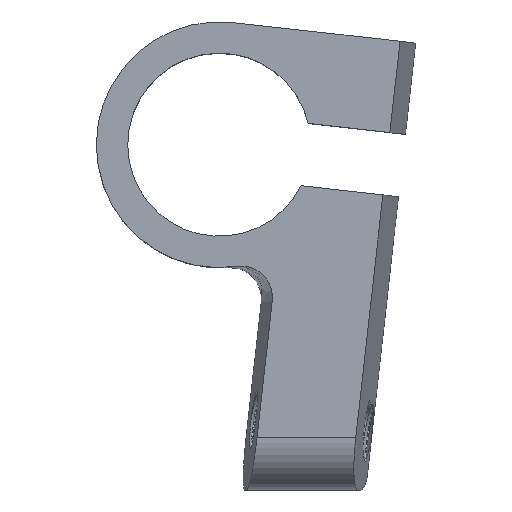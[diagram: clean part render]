
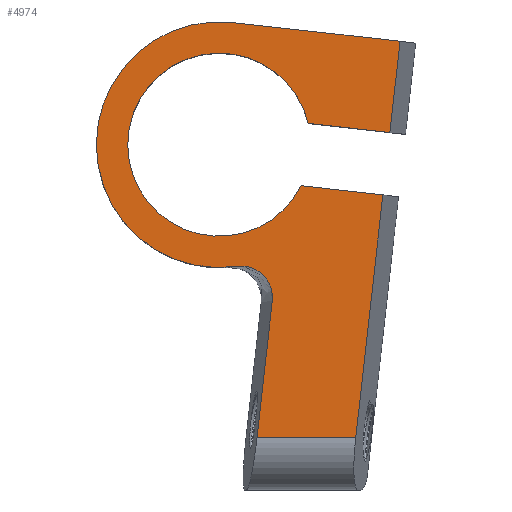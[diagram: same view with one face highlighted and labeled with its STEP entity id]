
A CAD part, top view. The second image highlights one B-rep face of the part: STEP entity #4974.
In plain terms, the highlighted planar face has unit normal (0, 0, 1).
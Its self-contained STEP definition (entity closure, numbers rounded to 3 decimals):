
#280 = LINE ( 'NONE', #12367, #13289 ) ;
#446 = PLANE ( 'NONE',  #11955 ) ;
#492 = CARTESIAN_POINT ( 'NONE',  ( 7.822, -3.923, 12. ) ) ;
#493 = CARTESIAN_POINT ( 'NONE',  ( 15.642, -4.796, 12. ) ) ;
#573 = DIRECTION ( 'NONE',  ( 0., 0., 1. ) ) ;
#588 = EDGE_CURVE ( 'NONE', #13894, #1587, #5135, .T. ) ;
#729 = ORIENTED_EDGE ( 'NONE', *, *, #11971, .T. ) ;
#1292 = VERTEX_POINT ( 'NONE', #14232 ) ;
#1498 = CARTESIAN_POINT ( 'NONE',  ( 1.881, -11.601, 12. ) ) ;
#1587 = VERTEX_POINT ( 'NONE', #492 ) ;
#1643 = DIRECTION ( 'NONE',  ( 0.111, 0.994, 0. ) ) ;
#1680 = DIRECTION ( 'NONE',  ( 0.994, -0.111, 0. ) ) ;
#1797 = CIRCLE ( 'NONE', #3411, 11.75 ) ;
#1809 = AXIS2_PLACEMENT_3D ( 'NONE', #13763, #2694, #6087 ) ;
#1930 = DIRECTION ( 'NONE',  ( 1., 0., 0. ) ) ;
#2532 = DIRECTION ( 'NONE',  ( 0., 0., 1. ) ) ;
#2608 = CARTESIAN_POINT ( 'NONE',  ( 17.283, 9.892, 12. ) ) ;
#2694 = DIRECTION ( 'NONE',  ( 0., 0., -1. ) ) ;
#2899 = CIRCLE ( 'NONE', #12317, 8.75 ) ;
#3411 = AXIS2_PLACEMENT_3D ( 'NONE', #9547, #10620, #3878 ) ;
#3542 = DIRECTION ( 'NONE',  ( 0., 0., -1. ) ) ;
#3612 = CARTESIAN_POINT ( 'NONE',  ( 3.609, -28., 12. ) ) ;
#3757 = EDGE_CURVE ( 'NONE', #13009, #5950, #12172, .T. ) ;
#3831 = VECTOR ( 'NONE', #1643, 1000. ) ;
#3861 = ORIENTED_EDGE ( 'NONE', *, *, #5898, .T. ) ;
#3878 = DIRECTION ( 'NONE',  ( 1., 0., 0. ) ) ;
#3919 = CARTESIAN_POINT ( 'NONE',  ( 1.653, -11.633, 12. ) ) ;
#3947 = CARTESIAN_POINT ( 'NONE',  ( 2.79, -11.679, 12. ) ) ;
#4051 = CARTESIAN_POINT ( 'NONE',  ( 4.007, -12.288, 12. ) ) ;
#4146 = ORIENTED_EDGE ( 'NONE', *, *, #588, .T. ) ;
#4201 = EDGE_CURVE ( 'NONE', #8270, #11737, #12189, .T. ) ;
#4203 = CARTESIAN_POINT ( 'NONE',  ( 13.049, -28., 12. ) ) ;
#4342 = CIRCLE ( 'NONE', #1809, 8.75 ) ;
#4747 = VERTEX_POINT ( 'NONE', #4203 ) ;
#4814 = CARTESIAN_POINT ( 'NONE',  ( 3.435, -11.915, 12. ) ) ;
#4853 = CARTESIAN_POINT ( 'NONE',  ( 17.799, 1., 12. ) ) ;
#4959 = ORIENTED_EDGE ( 'NONE', *, *, #6808, .T. ) ;
#4974 = ADVANCED_FACE ( 'NONE', ( #9005 ), #446, .T. ) ;
#5135 = LINE ( 'NONE', #10951, #12090 ) ;
#5234 = CARTESIAN_POINT ( 'NONE',  ( 14., -28., 12. ) ) ;
#5629 = CARTESIAN_POINT ( 'NONE',  ( 0., 0., 12. ) ) ;
#5898 = EDGE_CURVE ( 'NONE', #10341, #8270, #6152, .T. ) ;
#5899 = CARTESIAN_POINT ( 'NONE',  ( 3.224, -11.819, 12. ) ) ;
#5920 = CARTESIAN_POINT ( 'NONE',  ( 0., 0., 12. ) ) ;
#5950 = VERTEX_POINT ( 'NONE', #3919 ) ;
#6087 = DIRECTION ( 'NONE',  ( 1., 0., 0. ) ) ;
#6152 = LINE ( 'NONE', #4853, #13771 ) ;
#6207 = VERTEX_POINT ( 'NONE', #10882 ) ;
#6765 = CARTESIAN_POINT ( 'NONE',  ( -11.75, 0., 12. ) ) ;
#6808 = EDGE_CURVE ( 'NONE', #4747, #13894, #10550, .T. ) ;
#6827 = EDGE_CURVE ( 'NONE', #5950, #6207, #8667, .T. ) ;
#6893 = CARTESIAN_POINT ( 'NONE',  ( 5.094, -14.703, 12. ) ) ;
#6924 = CARTESIAN_POINT ( 'NONE',  ( 1.305, 11.677, 12. ) ) ;
#6930 = DIRECTION ( 'NONE',  ( 1., 0., 0. ) ) ;
#6991 = LINE ( 'NONE', #6924, #9372 ) ;
#6996 = ORIENTED_EDGE ( 'NONE', *, *, #13031, .T. ) ;
#7331 = EDGE_CURVE ( 'NONE', #1292, #10341, #2899, .T. ) ;
#7391 = VERTEX_POINT ( 'NONE', #3612 ) ;
#7679 = ORIENTED_EDGE ( 'NONE', *, *, #4201, .T. ) ;
#7794 = CARTESIAN_POINT ( 'NONE',  ( 17.283, 9.892, 12. ) ) ;
#7927 = DIRECTION ( 'NONE',  ( 1., 0., 0. ) ) ;
#8030 = CARTESIAN_POINT ( 'NONE',  ( 4.729, -13.163, 12. ) ) ;
#8118 = CARTESIAN_POINT ( 'NONE',  ( 3.824, -12.148, 12. ) ) ;
#8170 = ORIENTED_EDGE ( 'NONE', *, *, #9636, .T. ) ;
#8265 = CARTESIAN_POINT ( 'NONE',  ( 2.567, -11.634, 12. ) ) ;
#8270 = VERTEX_POINT ( 'NONE', #12929 ) ;
#8667 = B_SPLINE_CURVE_WITH_KNOTS ( 'NONE', 3,
 ( #13789, #1498, #13575, #8265, #3947, #5899, #4814, #8118, #4051, #11263, #9365, #8030, #11680, #13975, #13895, #12834, #6893, #10658 ),
 .UNSPECIFIED., .F., .F.,
 ( 4, 2, 2, 2, 2, 2, 2, 2, 4 ),
 ( 0., 0.001, 0.001, 0.002, 0.003, 0.003, 0.004, 0.005, 0.006 ),
 .UNSPECIFIED. ) ;
#9005 = FACE_OUTER_BOUND ( 'NONE', #11253, .T. ) ;
#9048 = DIRECTION ( 'NONE',  ( -0.111, -0.994, 0. ) ) ;
#9085 = CARTESIAN_POINT ( 'NONE',  ( 15.642, -4.796, 12. ) ) ;
#9365 = CARTESIAN_POINT ( 'NONE',  ( 4.48, -12.78, 12. ) ) ;
#9372 = VECTOR ( 'NONE', #10348, 1000. ) ;
#9547 = CARTESIAN_POINT ( 'NONE',  ( 0., 0., 12. ) ) ;
#9636 = EDGE_CURVE ( 'NONE', #1587, #1292, #4342, .T. ) ;
#9951 = CARTESIAN_POINT ( 'NONE',  ( 1.305, 11.677, 12. ) ) ;
#10244 = ORIENTED_EDGE ( 'NONE', *, *, #3757, .T. ) ;
#10332 = EDGE_CURVE ( 'NONE', #6207, #7391, #280, .T. ) ;
#10341 = VERTEX_POINT ( 'NONE', #13571 ) ;
#10348 = DIRECTION ( 'NONE',  ( -0.994, 0.111, 0. ) ) ;
#10550 = LINE ( 'NONE', #493, #3831 ) ;
#10620 = DIRECTION ( 'NONE',  ( 0., 0., 1. ) ) ;
#10658 = CARTESIAN_POINT ( 'NONE',  ( 5.069, -14.932, 12. ) ) ;
#10882 = CARTESIAN_POINT ( 'NONE',  ( 5.069, -14.932, 12. ) ) ;
#10951 = CARTESIAN_POINT ( 'NONE',  ( 17.133, -4.963, 12. ) ) ;
#11009 = AXIS2_PLACEMENT_3D ( 'NONE', #12738, #573, #11724 ) ;
#11158 = ORIENTED_EDGE ( 'NONE', *, *, #10332, .T. ) ;
#11216 = ORIENTED_EDGE ( 'NONE', *, *, #7331, .T. ) ;
#11253 = EDGE_LOOP ( 'NONE', ( #12994, #4959, #4146, #8170, #11216, #3861, #7679, #729, #6996, #10244, #12233, #11158 ) ) ;
#11263 = CARTESIAN_POINT ( 'NONE',  ( 4.336, -12.605, 12. ) ) ;
#11680 = CARTESIAN_POINT ( 'NONE',  ( 4.832, -13.37, 12. ) ) ;
#11724 = DIRECTION ( 'NONE',  ( 1., 0., 0. ) ) ;
#11737 = VERTEX_POINT ( 'NONE', #2608 ) ;
#11856 = LINE ( 'NONE', #5234, #13972 ) ;
#11955 = AXIS2_PLACEMENT_3D ( 'NONE', #5920, #2532, #7927 ) ;
#11971 = EDGE_CURVE ( 'NONE', #11737, #13841, #6991, .T. ) ;
#12090 = VECTOR ( 'NONE', #12183, 1000. ) ;
#12116 = EDGE_CURVE ( 'NONE', #7391, #4747, #11856, .T. ) ;
#12172 = CIRCLE ( 'NONE', #11009, 11.75 ) ;
#12183 = DIRECTION ( 'NONE',  ( -0.994, 0.111, 0. ) ) ;
#12189 = LINE ( 'NONE', #7794, #14002 ) ;
#12233 = ORIENTED_EDGE ( 'NONE', *, *, #6827, .T. ) ;
#12317 = AXIS2_PLACEMENT_3D ( 'NONE', #5629, #3542, #6930 ) ;
#12367 = CARTESIAN_POINT ( 'NONE',  ( 5.523, -10.865, 12. ) ) ;
#12405 = DIRECTION ( 'NONE',  ( 0.111, 0.994, 0. ) ) ;
#12738 = CARTESIAN_POINT ( 'NONE',  ( 0., 0., 12. ) ) ;
#12834 = CARTESIAN_POINT ( 'NONE',  ( 5.093, -14.475, 12. ) ) ;
#12929 = CARTESIAN_POINT ( 'NONE',  ( 16.308, 1.167, 12. ) ) ;
#12994 = ORIENTED_EDGE ( 'NONE', *, *, #12116, .T. ) ;
#13009 = VERTEX_POINT ( 'NONE', #6765 ) ;
#13031 = EDGE_CURVE ( 'NONE', #13841, #13009, #1797, .T. ) ;
#13289 = VECTOR ( 'NONE', #9048, 1000. ) ;
#13571 = CARTESIAN_POINT ( 'NONE',  ( 8.509, 2.038, 12. ) ) ;
#13575 = CARTESIAN_POINT ( 'NONE',  ( 2.112, -11.595, 12. ) ) ;
#13763 = CARTESIAN_POINT ( 'NONE',  ( 0., 0., 12. ) ) ;
#13771 = VECTOR ( 'NONE', #1680, 1000. ) ;
#13789 = CARTESIAN_POINT ( 'NONE',  ( 1.653, -11.633, 12. ) ) ;
#13841 = VERTEX_POINT ( 'NONE', #9951 ) ;
#13894 = VERTEX_POINT ( 'NONE', #9085 ) ;
#13895 = CARTESIAN_POINT ( 'NONE',  ( 5.04, -14.022, 12. ) ) ;
#13972 = VECTOR ( 'NONE', #1930, 1000. ) ;
#13975 = CARTESIAN_POINT ( 'NONE',  ( 4.986, -13.797, 12. ) ) ;
#14002 = VECTOR ( 'NONE', #12405, 1000. ) ;
#14232 = CARTESIAN_POINT ( 'NONE',  ( -8.75, 0., 12. ) ) ;
